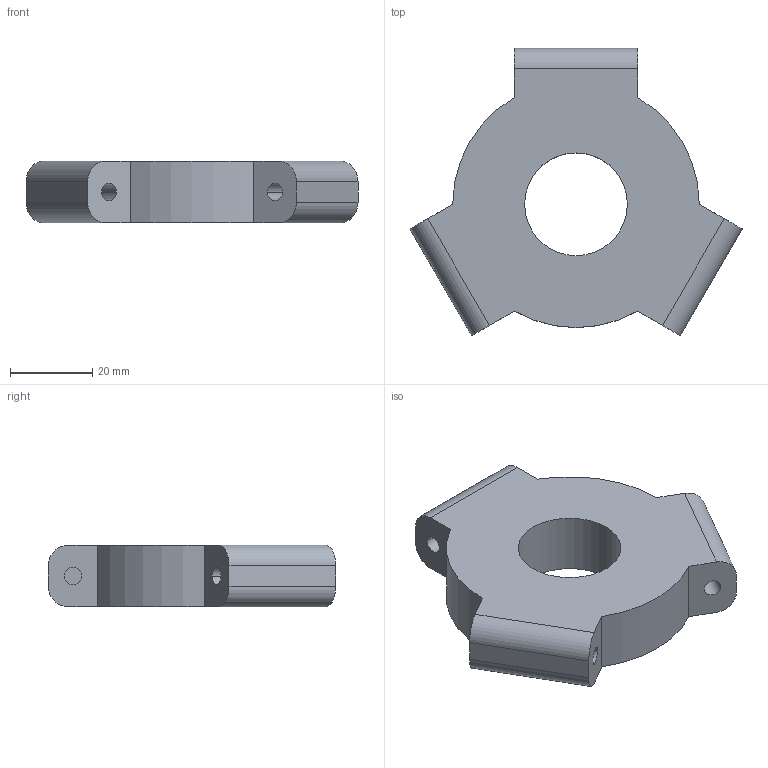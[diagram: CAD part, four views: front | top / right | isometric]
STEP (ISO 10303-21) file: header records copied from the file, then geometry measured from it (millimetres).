
FILE_DESCRIPTION(('CATIA V5 STEP Exchange'),'2;1');
FILE_NAME('translation.stp','2023-01-26T17:57:06+00:00',('none'),('none'),'CATIA Version 5 Release 20 GA (IN-10)','CATIA V5 STEP AP203','none');
FILE_SCHEMA(('CONFIG_CONTROL_DESIGN'));
Length unit declared in the file: millimetre
Products named in the file (1): translation
Bounding box: 80.78 x 69.96 x 15 mm (x, y, z)
Volume: 45782.7 mm3; surface area: 11706.8 mm2
Topology: 1 solids, 1 shells, 40 faces, 96 edges, 64 vertices
Faces by surface type: cylinder 23, plane 17
Entity records: 1146 total; most frequent: CARTESIAN_POINT 193, ORIENTED_EDGE 192, DIRECTION 160, EDGE_CURVE 96, AXIS2_PLACEMENT_3D 79, VERTEX_POINT 64, VECTOR 50, LINE 50
